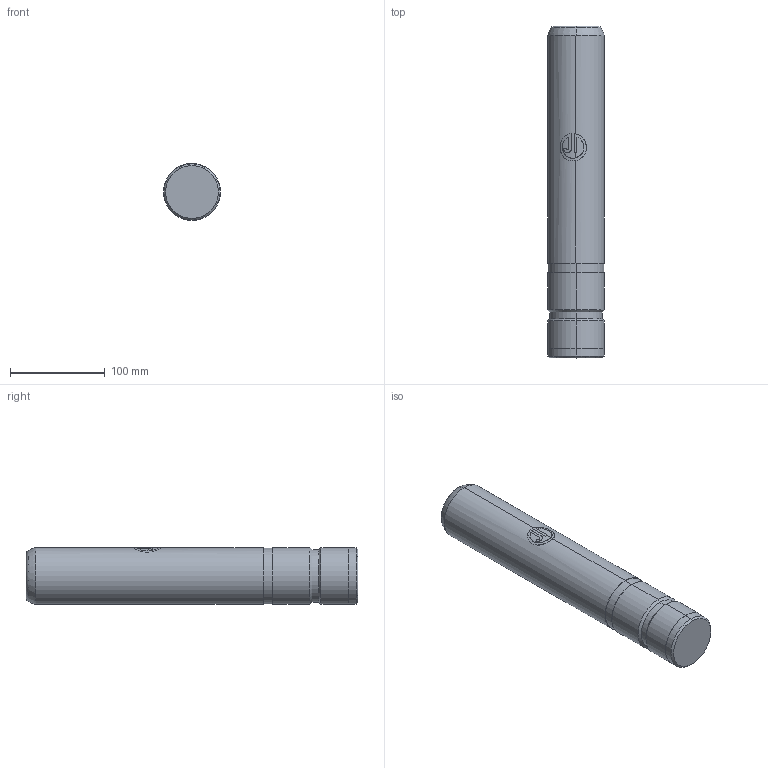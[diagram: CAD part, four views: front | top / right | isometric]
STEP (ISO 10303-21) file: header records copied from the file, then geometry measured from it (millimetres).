
FILE_DESCRIPTION (( 'STEP AP214' ), '1' );
FILE_NAME ('JPM-D60-L350.STEP', '2021-10-06T08:22:23', ( '' ), ( '' ), 'SwSTEP 2.0', 'SolidWorks 2016', '' );
FILE_SCHEMA (( 'AUTOMOTIVE_DESIGN' ));
Length unit declared in the file: millimetre
Products named in the file (2): JPM-D60-L350
Bounding box: 60 x 350 x 60 mm (x, y, z)
Volume: 977041.4 mm3; surface area: 71907.3 mm2
Topology: 1 solids, 1 shells, 50 faces, 114 edges, 69 vertices
Faces by surface type: cylinder 17, plane 11, cone 10, bspline 8, torus 4
Entity records: 3115 total; most frequent: CARTESIAN_POINT 1978, ORIENTED_EDGE 224, DIRECTION 214, EDGE_CURVE 112, AXIS2_PLACEMENT_3D 89, VERTEX_POINT 69, EDGE_LOOP 55, ADVANCED_FACE 50
